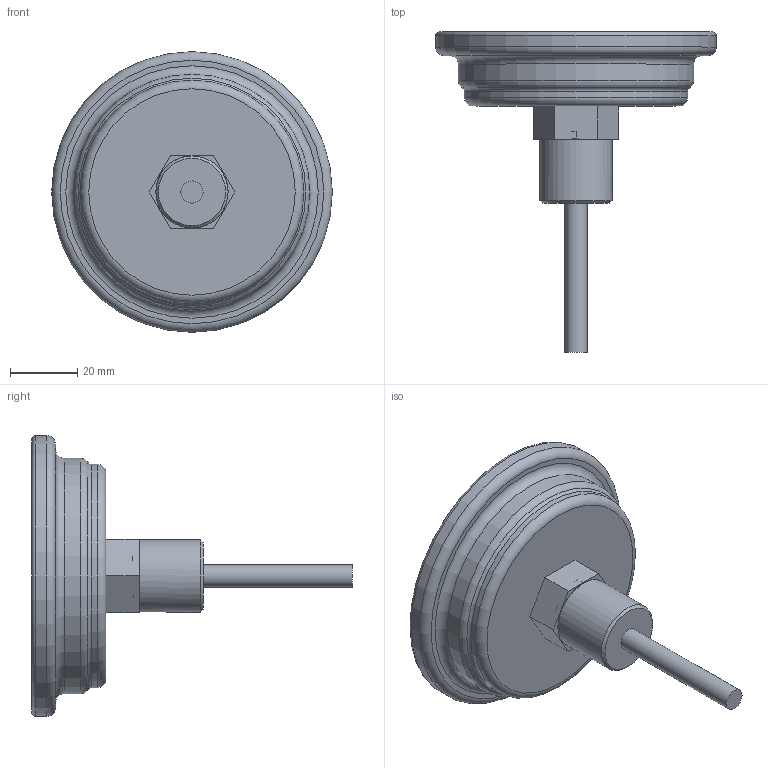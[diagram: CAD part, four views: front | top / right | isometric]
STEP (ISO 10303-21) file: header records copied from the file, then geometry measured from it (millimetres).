
FILE_DESCRIPTION (( 'STEP AP214' ), '1' );
FILE_NAME ('T30-N40160-25C.STEP', '2022-11-29T20:28:23', ( '' ), ( '' ), 'SwSTEP 2.0', 'SolidWorks 2021', '' );
FILE_SCHEMA (( 'AUTOMOTIVE_DESIGN' ));
Length unit declared in the file: inch
Products named in the file (1): T30-N40160-25C
Bounding box: 83.57 x 95.5 x 83.57 mm (x, y, z)
Volume: 50357.7 mm3; surface area: 21307.4 mm2
Topology: 72 solids, 72 shells, 1258 faces, 3053 edges, 1952 vertices
Faces by surface type: plane 1113, cylinder 85, bspline 48, torus 10, cone 2
Full cylindrical faces by diameter (mm): 1.694 x1, 6.553 x1, 21.482 x1, 66.548 x1, 68.315 x1, 70.104 x1, 83.566 x1
Entity records: 59436 total; most frequent: CARTESIAN_POINT 13502, ORIENTED_EDGE 6050, DIRECTION 5740, EDGE_CURVE 3025, LINE 2512, VECTOR 2512, VERTEX_POINT 1943, AXIS2_PLACEMENT_3D 1614
